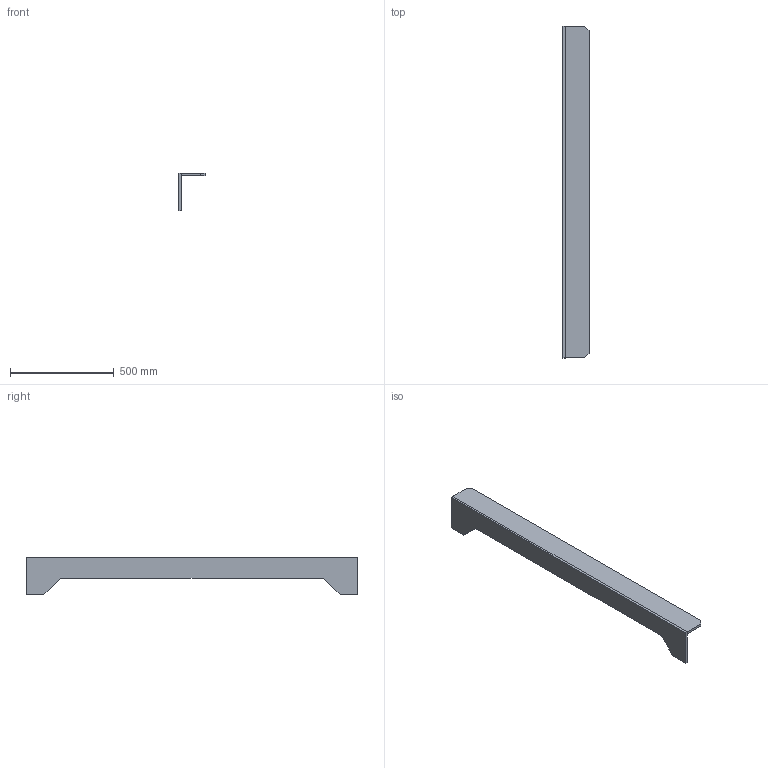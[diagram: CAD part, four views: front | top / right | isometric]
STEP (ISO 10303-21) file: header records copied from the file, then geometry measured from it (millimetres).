
FILE_DESCRIPTION(('FreeCAD Model'),'2;1');
FILE_NAME('Open CASCADE Shape Model','2021-09-09T18:06:04',('Jens Dyvik' ),('DyvikDesign'),'Open CASCADE STEP processor 7.5','FreeCAD', 'Unknown');
FILE_SCHEMA(('AUTOMOTIVE_DESIGN { 1 0 10303 214 1 1 1 1 }'));
Length unit declared in the file: millimetre
Products named in the file (3): z_tower_left; Connecting back plate; Connecting top plate
Assembly tree (2 placements, depth 2):
  z_tower_left
    Connecting back plate
    Connecting top plate
Bounding box: 126 x 1598 x 180 mm (x, y, z)
Volume: 4168140.5 mm3; surface area: 805641.2 mm2
Topology: 2 solids, 2 shells, 18 faces, 42 edges, 28 vertices
Faces by surface type: plane 18
Entity records: 1118 total; most frequent: CARTESIAN_POINT 175, DIRECTION 168, LINE 126, VECTOR 126, ORIENTED_EDGE 84, PCURVE 84, DEFINITIONAL_REPRESENTATION 84, EDGE_CURVE 42
